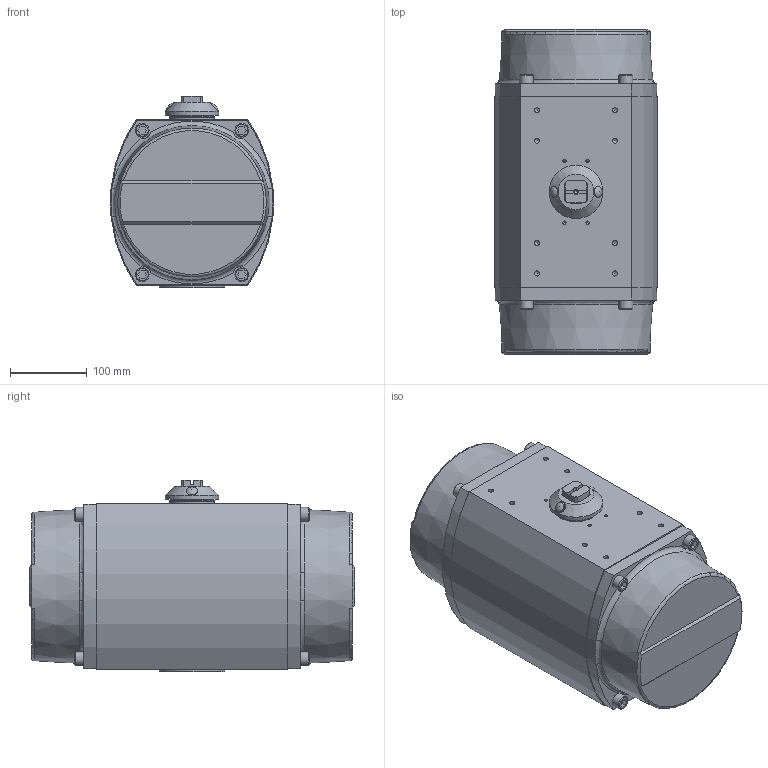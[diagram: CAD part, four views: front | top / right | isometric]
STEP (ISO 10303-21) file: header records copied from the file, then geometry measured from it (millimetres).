
FILE_DESCRIPTION((''),'2;1');
FILE_NAME('GA-35-40R-EU-A-1.stp','2011-05-16T13:06:20',('jaday'),(''),'Autodesk Inventor 2009','Autodesk Inventor 2009','');
FILE_SCHEMA(('AUTOMOTIVE_DESIGN { 1 0 10303 214 1 1 1 1 }'));
Length unit declared in the file: millimetre
Products named in the file (12): GA-35-40R-EU-A-1; GA-BR8435-10480-A-1; GA-B08435-12150-A-1; GA-B08435-12250-A-1; GA-B08435-52100-A-1; GA-B08435-28300-A-1; GA-M45-0-000-A0A-A-1; GA-BR8435-18480-A-1; GA-B08433-34050-A-1; GA-B08400-34051-W-A-1; B08435-31100-A-1; GA-B08435-22100-A-1
Assembly tree (19 placements, depth 2):
  GA-35-40R-EU-A-1
    GA-BR8435-10480-A-1
    GA-B08435-12150-A-1
    GA-B08435-12250-A-1
    GA-B08435-52100-A-1
    GA-B08435-28300-A-1
    GA-M45-0-000-A0A-A-1
    GA-BR8435-18480-A-1
    GA-B08433-34050-A-1
    GA-B08400-34051-W-A-1  x2
    B08435-31100-A-1  x8
    GA-B08435-22100-A-1
Bounding box: 211.57 x 423.87 x 250.04 mm (x, y, z)
Volume: 9339984 mm3; surface area: 783599.5 mm2
Topology: 19 solids, 19 shells, 456 faces, 1105 edges, 718 vertices
Faces by surface type: plane 218, cylinder 109, bspline 62, cone 57, torus 8, sphere 2
Full cylindrical faces by diameter (mm): 6.5 x1, 6.647 x4, 10.106 x8, 10.7 x1, 12 x8, 13 x8, 14.15 x2, 18 x8, 28.4 x1, 41.375 x1, 42.5 x1, 44.575 x2, 44.725 x1, 44.9 x2, 50.52 x1, 54.15 x1, 56.1 x1, 57.15 x1, 57.57 x1, 57.9 x2, 60.235 x1, 63.285 x3, 63.47 x1, 65.75 x1, 68.56 x1, 69.75 x1, 72.75 x1, 81.65 x1, 81.925 x1, 82.06 x1
Entity records: 12068 total; most frequent: CARTESIAN_POINT 4279, DIRECTION 1542, ORIENTED_EDGE 1384, EDGE_CURVE 692, AXIS2_PLACEMENT_3D 633, EDGE_LOOP 538, VERTEX_POINT 512, FACE_OUTER_BOUND 352
